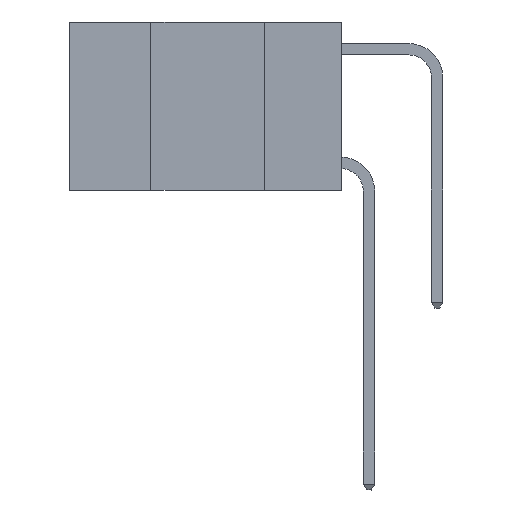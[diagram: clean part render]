
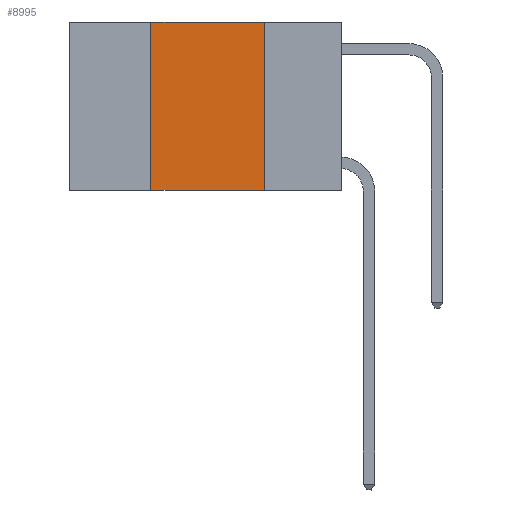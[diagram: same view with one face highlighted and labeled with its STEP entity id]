
A CAD part, left-side view. The second image highlights one B-rep face of the part: STEP entity #8995.
In plain terms, the highlighted planar face has unit normal (-1, 0, 0).
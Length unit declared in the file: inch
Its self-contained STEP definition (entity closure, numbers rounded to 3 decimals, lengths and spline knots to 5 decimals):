
#726 = EDGE_LOOP ( 'NONE', ( #8310, #10179, #10634, #11127 ) ) ;
#739 = VERTEX_POINT ( 'NONE', #18684 ) ;
#823 = EDGE_CURVE ( 'NONE', #739, #15193, #2580, .T. ) ;
#1091 = EDGE_CURVE ( 'NONE', #2408, #15193, #17392, .T. ) ;
#1462 = CARTESIAN_POINT ( 'NONE',  ( 0., 0.17, -0.37 ) ) ;
#1870 = VECTOR ( 'NONE', #7519, 39.37008 ) ;
#2114 = DIRECTION ( 'NONE',  ( 0., 0., -1. ) ) ;
#2408 = VERTEX_POINT ( 'NONE', #11798 ) ;
#2580 = LINE ( 'NONE', #17462, #9950 ) ;
#2918 = FACE_OUTER_BOUND ( 'NONE', #726, .T. ) ;
#3171 = VECTOR ( 'NONE', #14240, 39.37008 ) ;
#3449 = VERTEX_POINT ( 'NONE', #12815 ) ;
#5569 = CARTESIAN_POINT ( 'NONE',  ( 0., 0.6, 0. ) ) ;
#5735 = VECTOR ( 'NONE', #15029, 39.37008 ) ;
#5742 = PLANE ( 'NONE',  #6417 ) ;
#6417 = AXIS2_PLACEMENT_3D ( 'NONE', #8618, #7210, #17341 ) ;
#7210 = DIRECTION ( 'NONE',  ( 1., 0., 0. ) ) ;
#7519 = DIRECTION ( 'NONE',  ( 0., -1., 0. ) ) ;
#7597 = CARTESIAN_POINT ( 'NONE',  ( 0., 0.6, -0.37 ) ) ;
#8310 = ORIENTED_EDGE ( 'NONE', *, *, #823, .F. ) ;
#8618 = CARTESIAN_POINT ( 'NONE',  ( 0., 0.6, 0. ) ) ;
#8995 = ADVANCED_FACE ( 'NONE', ( #2918 ), #5742, .F. ) ;
#9950 = VECTOR ( 'NONE', #2114, 39.37008 ) ;
#10084 = LINE ( 'NONE', #13580, #5735 ) ;
#10179 = ORIENTED_EDGE ( 'NONE', *, *, #15705, .F. ) ;
#10634 = ORIENTED_EDGE ( 'NONE', *, *, #14826, .F. ) ;
#11127 = ORIENTED_EDGE ( 'NONE', *, *, #1091, .T. ) ;
#11798 = CARTESIAN_POINT ( 'NONE',  ( 0., 0.42, -0.37 ) ) ;
#12815 = CARTESIAN_POINT ( 'NONE',  ( 0., 0.42, 0. ) ) ;
#13580 = CARTESIAN_POINT ( 'NONE',  ( 0., 0.42, 0. ) ) ;
#14240 = DIRECTION ( 'NONE',  ( 0., -1., 0. ) ) ;
#14314 = LINE ( 'NONE', #5569, #3171 ) ;
#14826 = EDGE_CURVE ( 'NONE', #2408, #3449, #10084, .T. ) ;
#15029 = DIRECTION ( 'NONE',  ( 0., 0., 1. ) ) ;
#15193 = VERTEX_POINT ( 'NONE', #1462 ) ;
#15705 = EDGE_CURVE ( 'NONE', #3449, #739, #14314, .T. ) ;
#17341 = DIRECTION ( 'NONE',  ( 0., 0., -1. ) ) ;
#17392 = LINE ( 'NONE', #7597, #1870 ) ;
#17462 = CARTESIAN_POINT ( 'NONE',  ( 0., 0.17, 0. ) ) ;
#18684 = CARTESIAN_POINT ( 'NONE',  ( 0., 0.17, 0. ) ) ;
